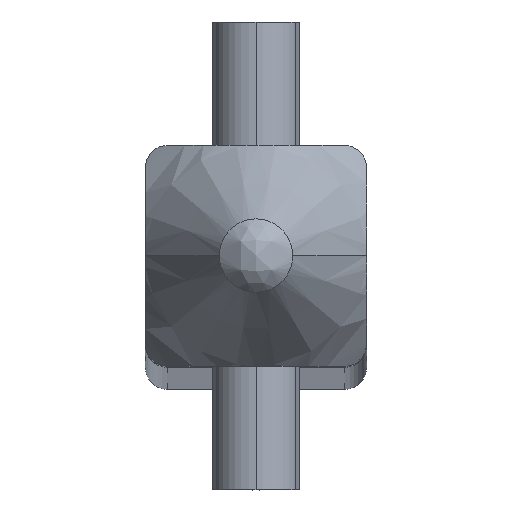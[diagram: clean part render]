
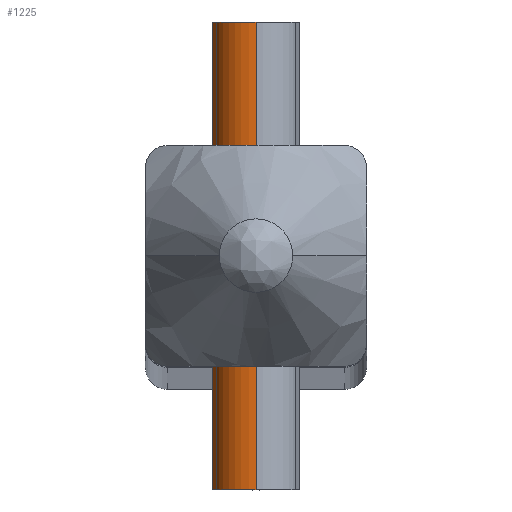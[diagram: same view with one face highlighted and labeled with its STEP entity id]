
A CAD part, top view. The second image highlights one B-rep face of the part: STEP entity #1225.
In plain terms, the highlighted cylindrical face has radius 2 mm (diameter 4 mm), a partial arc.
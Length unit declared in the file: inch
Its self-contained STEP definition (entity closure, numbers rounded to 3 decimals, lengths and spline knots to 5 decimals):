
#73 = EDGE_CURVE ( 'NONE', #764, #456, #678, .T. ) ;
#112 = VERTEX_POINT ( 'NONE', #913 ) ;
#117 = DIRECTION ( 'NONE',  ( 0., 0., 1. ) ) ;
#222 = CYLINDRICAL_SURFACE ( 'NONE', #1045, 0.07874 ) ;
#258 = AXIS2_PLACEMENT_3D ( 'NONE', #643, #1038, #117 ) ;
#272 = ORIENTED_EDGE ( 'NONE', *, *, #591, .T. ) ;
#281 = DIRECTION ( 'NONE',  ( 0., -1., 0. ) ) ;
#284 = CARTESIAN_POINT ( 'NONE',  ( -0.00591, 0.42323, 23.49751 ) ) ;
#295 = EDGE_LOOP ( 'NONE', ( #272, #1175, #1051, #588 ) ) ;
#313 = VERTEX_POINT ( 'NONE', #365 ) ;
#325 = DIRECTION ( 'NONE',  ( 0., 1., 0. ) ) ;
#333 = DIRECTION ( 'NONE',  ( 0., 0., 1. ) ) ;
#336 = VECTOR ( 'NONE', #1131, 39.37008 ) ;
#361 = CIRCLE ( 'NONE', #258, 0.07874 ) ;
#365 = CARTESIAN_POINT ( 'NONE',  ( 0., 0.42323, 23.65476 ) ) ;
#395 = EDGE_CURVE ( 'NONE', #112, #313, #825, .T. ) ;
#456 = VERTEX_POINT ( 'NONE', #1125 ) ;
#473 = AXIS2_PLACEMENT_3D ( 'NONE', #737, #1156, #333 ) ;
#588 = ORIENTED_EDGE ( 'NONE', *, *, #73, .T. ) ;
#591 = EDGE_CURVE ( 'NONE', #456, #112, #361, .T. ) ;
#643 = CARTESIAN_POINT ( 'NONE',  ( 0., -0.42323, 23.57602 ) ) ;
#678 = LINE ( 'NONE', #798, #1095 ) ;
#737 = CARTESIAN_POINT ( 'NONE',  ( 0., 0.42323, 23.57602 ) ) ;
#756 = DIRECTION ( 'NONE',  ( 0., 0., 1. ) ) ;
#764 = VERTEX_POINT ( 'NONE', #284 ) ;
#796 = EDGE_CURVE ( 'NONE', #313, #764, #1335, .T. ) ;
#798 = CARTESIAN_POINT ( 'NONE',  ( -0.00591, -0.42323, 23.49751 ) ) ;
#805 = CARTESIAN_POINT ( 'NONE',  ( 0., -0.42323, 23.65476 ) ) ;
#825 = LINE ( 'NONE', #805, #336 ) ;
#913 = CARTESIAN_POINT ( 'NONE',  ( 0., -0.42323, 23.65476 ) ) ;
#1038 = DIRECTION ( 'NONE',  ( 0., 1., 0. ) ) ;
#1045 = AXIS2_PLACEMENT_3D ( 'NONE', #1257, #325, #756 ) ;
#1048 = FACE_OUTER_BOUND ( 'NONE', #295, .T. ) ;
#1051 = ORIENTED_EDGE ( 'NONE', *, *, #796, .T. ) ;
#1095 = VECTOR ( 'NONE', #281, 39.37008 ) ;
#1125 = CARTESIAN_POINT ( 'NONE',  ( -0.00591, -0.42323, 23.49751 ) ) ;
#1131 = DIRECTION ( 'NONE',  ( 0., 1., 0. ) ) ;
#1156 = DIRECTION ( 'NONE',  ( 0., -1., 0. ) ) ;
#1175 = ORIENTED_EDGE ( 'NONE', *, *, #395, .T. ) ;
#1225 = ADVANCED_FACE ( 'NONE', ( #1048 ), #222, .T. ) ;
#1257 = CARTESIAN_POINT ( 'NONE',  ( 0., -0.42323, 23.57602 ) ) ;
#1335 = CIRCLE ( 'NONE', #473, 0.07874 ) ;
